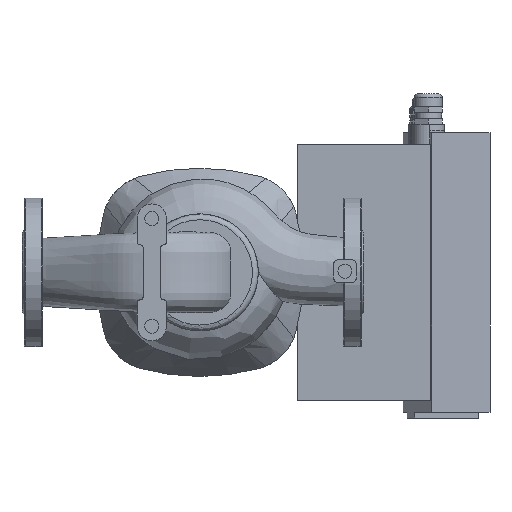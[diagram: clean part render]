
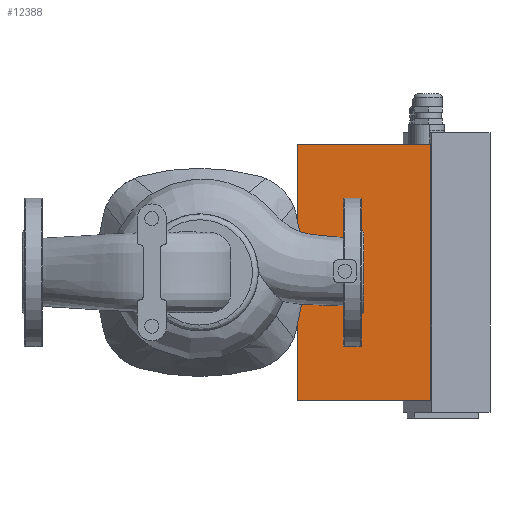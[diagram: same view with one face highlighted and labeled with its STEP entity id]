
A CAD part, front view. The second image highlights one B-rep face of the part: STEP entity #12388.
In plain terms, the highlighted planar face has unit normal (0, -1, 0).
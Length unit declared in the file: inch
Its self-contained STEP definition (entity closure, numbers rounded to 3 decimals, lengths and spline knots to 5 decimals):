
#685=PLANE('',#13740);
#1333=FACE_OUTER_BOUND('',#2048,.T.);
#2048=EDGE_LOOP('',(#10816,#10817,#10818,#10819));
#2925=LINE('',#33631,#4117);
#3072=LINE('',#33925,#4264);
#3113=LINE('',#34043,#4305);
#3116=LINE('',#34052,#4308);
#4117=VECTOR('',#16201,0.3937);
#4264=VECTOR('',#16508,0.3937);
#4305=VECTOR('',#16621,0.3937);
#4308=VECTOR('',#16636,0.3937);
#5915=VERTEX_POINT('',#33628);
#5916=VERTEX_POINT('',#33630);
#5983=VERTEX_POINT('',#33924);
#6024=VERTEX_POINT('',#34042);
#7471=EDGE_CURVE('',#5915,#5916,#2925,.T.);
#7618=EDGE_CURVE('',#5916,#5983,#3072,.T.);
#7679=EDGE_CURVE('',#5983,#6024,#3113,.T.);
#7682=EDGE_CURVE('',#6024,#5915,#3116,.T.);
#10816=ORIENTED_EDGE('',*,*,#7682,.F.);
#10817=ORIENTED_EDGE('',*,*,#7679,.F.);
#10818=ORIENTED_EDGE('',*,*,#7618,.F.);
#10819=ORIENTED_EDGE('',*,*,#7471,.F.);
#12388=ADVANCED_FACE('',(#1333),#685,.F.);
#13740=AXIS2_PLACEMENT_3D('',#34051,#16634,#16635);
#16201=DIRECTION('',(0.,0.,1.));
#16508=DIRECTION('',(1.,0.,0.));
#16621=DIRECTION('',(0.,0.,-1.));
#16634=DIRECTION('center_axis',(0.,1.,0.));
#16635=DIRECTION('ref_axis',(0.,0.,1.));
#16636=DIRECTION('',(-1.,0.,0.));
#33628=CARTESIAN_POINT('',(9.2645,7.41882,-4.31102));
#33630=CARTESIAN_POINT('',(9.2645,7.41882,4.31102));
#33631=CARTESIAN_POINT('',(9.2645,7.41882,0.));
#33924=CARTESIAN_POINT('',(13.75268,7.41882,4.31102));
#33925=CARTESIAN_POINT('',(9.2645,7.41882,4.31102));
#34042=CARTESIAN_POINT('',(13.75268,7.41882,-4.31102));
#34043=CARTESIAN_POINT('',(13.75268,7.41882,0.));
#34051=CARTESIAN_POINT('Origin',(13.75268,7.41882,0.));
#34052=CARTESIAN_POINT('',(9.2645,7.41882,-4.31102));
